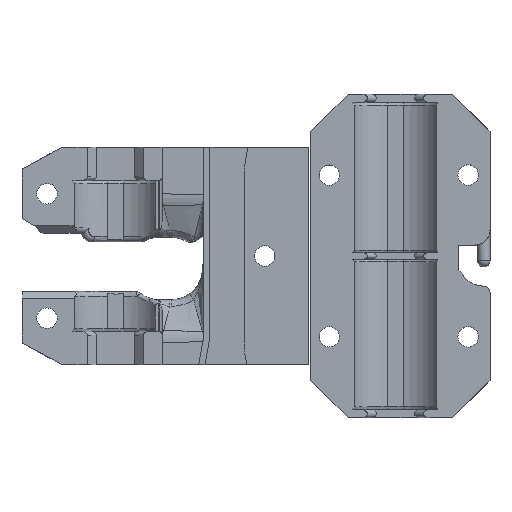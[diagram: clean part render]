
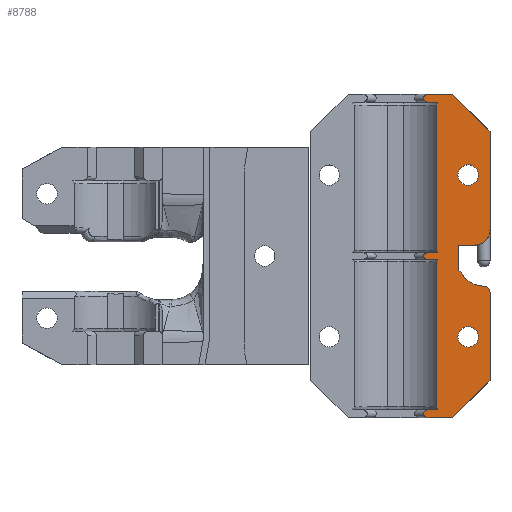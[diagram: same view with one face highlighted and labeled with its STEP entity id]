
A CAD part, top view. The second image highlights one B-rep face of the part: STEP entity #8788.
In plain terms, the highlighted planar face has unit normal (0, 0, 1).
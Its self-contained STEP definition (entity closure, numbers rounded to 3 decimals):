
#62=FACE_BOUND('',#1257,.T.);
#63=FACE_BOUND('',#1258,.T.);
#208=(
BOUNDED_CURVE()
B_SPLINE_CURVE(2,(#12787,#12788,#12789),.UNSPECIFIED.,.F.,.F.)
B_SPLINE_CURVE_WITH_KNOTS((3,3),(0.,0.049),.UNSPECIFIED.)
CURVE()
GEOMETRIC_REPRESENTATION_ITEM()
RATIONAL_B_SPLINE_CURVE((1.,1.,1.))
REPRESENTATION_ITEM('')
);
#209=(
BOUNDED_CURVE()
B_SPLINE_CURVE(2,(#12793,#12794,#12795),.UNSPECIFIED.,.F.,.F.)
B_SPLINE_CURVE_WITH_KNOTS((3,3),(0.,0.049),.UNSPECIFIED.)
CURVE()
GEOMETRIC_REPRESENTATION_ITEM()
RATIONAL_B_SPLINE_CURVE((1.,1.,1.))
REPRESENTATION_ITEM('')
);
#210=(
BOUNDED_CURVE()
B_SPLINE_CURVE(2,(#12803,#12804,#12805),.UNSPECIFIED.,.F.,.F.)
B_SPLINE_CURVE_WITH_KNOTS((3,3),(0.,0.049),.UNSPECIFIED.)
CURVE()
GEOMETRIC_REPRESENTATION_ITEM()
RATIONAL_B_SPLINE_CURVE((1.,1.,1.))
REPRESENTATION_ITEM('')
);
#211=(
BOUNDED_CURVE()
B_SPLINE_CURVE(2,(#12809,#12810,#12811),.UNSPECIFIED.,.F.,.F.)
B_SPLINE_CURVE_WITH_KNOTS((3,3),(0.,0.049),.UNSPECIFIED.)
CURVE()
GEOMETRIC_REPRESENTATION_ITEM()
RATIONAL_B_SPLINE_CURVE((1.,1.,1.))
REPRESENTATION_ITEM('')
);
#347=ELLIPSE('',#9367,0.919,0.65);
#348=ELLIPSE('',#9368,0.707,0.5);
#349=ELLIPSE('',#9369,0.919,0.65);
#450=CIRCLE('',#9333,1.);
#458=CIRCLE('',#9350,2.5);
#460=CIRCLE('',#9354,4.1);
#461=CIRCLE('',#9359,2.5);
#467=CIRCLE('',#9370,1.65);
#468=CIRCLE('',#9371,1.65);
#741=FACE_OUTER_BOUND('',#1256,.T.);
#1256=EDGE_LOOP('',(#6095,#6096,#6097,#6098,#6099,#6100,#6101,#6102,#6103,
#6104,#6105,#6106,#6107,#6108,#6109,#6110,#6111,#6112,#6113,#6114,#6115,
#6116,#6117,#6118,#6119));
#1257=EDGE_LOOP('',(#6120));
#1258=EDGE_LOOP('',(#6121));
#1814=LINE('',#12511,#2705);
#1846=LINE('',#12610,#2737);
#1861=LINE('',#12649,#2752);
#1886=LINE('',#12742,#2777);
#1898=LINE('',#12779,#2789);
#1899=LINE('',#12781,#2790);
#1900=LINE('',#12785,#2791);
#1901=LINE('',#12791,#2792);
#1902=LINE('',#12797,#2793);
#1903=LINE('',#12801,#2794);
#1904=LINE('',#12807,#2795);
#1905=LINE('',#12813,#2796);
#1906=LINE('',#12817,#2797);
#1907=LINE('',#12818,#2798);
#2705=VECTOR('',#10187,10.);
#2737=VECTOR('',#10273,10.);
#2752=VECTOR('',#10304,10.);
#2777=VECTOR('',#10363,10.);
#2789=VECTOR('',#10395,10.);
#2790=VECTOR('',#10396,10.);
#2791=VECTOR('',#10399,10.);
#2792=VECTOR('',#10400,10.);
#2793=VECTOR('',#10401,10.);
#2794=VECTOR('',#10404,10.);
#2795=VECTOR('',#10405,10.);
#2796=VECTOR('',#10406,10.);
#2797=VECTOR('',#10409,10.);
#2798=VECTOR('',#10410,10.);
#3557=VERTEX_POINT('',#12508);
#3558=VERTEX_POINT('',#12510);
#3591=VERTEX_POINT('',#12607);
#3592=VERTEX_POINT('',#12609);
#3596=VERTEX_POINT('',#12619);
#3607=VERTEX_POINT('',#12646);
#3608=VERTEX_POINT('',#12648);
#3627=VERTEX_POINT('',#12714);
#3628=VERTEX_POINT('',#12715);
#3646=VERTEX_POINT('',#12778);
#3647=VERTEX_POINT('',#12780);
#3648=VERTEX_POINT('',#12782);
#3649=VERTEX_POINT('',#12784);
#3650=VERTEX_POINT('',#12786);
#3651=VERTEX_POINT('',#12790);
#3652=VERTEX_POINT('',#12792);
#3653=VERTEX_POINT('',#12796);
#3654=VERTEX_POINT('',#12798);
#3655=VERTEX_POINT('',#12800);
#3656=VERTEX_POINT('',#12802);
#3657=VERTEX_POINT('',#12806);
#3658=VERTEX_POINT('',#12808);
#3659=VERTEX_POINT('',#12812);
#3660=VERTEX_POINT('',#12814);
#3661=VERTEX_POINT('',#12816);
#3662=VERTEX_POINT('',#12819);
#3663=VERTEX_POINT('',#12821);
#4451=EDGE_CURVE('',#3558,#3557,#1814,.T.);
#4498=EDGE_CURVE('',#3592,#3591,#1846,.T.);
#4504=EDGE_CURVE('',#3596,#3591,#450,.T.);
#4517=EDGE_CURVE('',#3608,#3607,#1861,.T.);
#4543=EDGE_CURVE('',#3627,#3628,#458,.T.);
#4550=EDGE_CURVE('',#3596,#3628,#460,.T.);
#4553=EDGE_CURVE('',#3627,#3558,#1886,.T.);
#4554=EDGE_CURVE('',#3557,#3608,#461,.T.);
#4571=EDGE_CURVE('',#3646,#3607,#1898,.T.);
#4572=EDGE_CURVE('',#3646,#3647,#1899,.T.);
#4573=EDGE_CURVE('',#3648,#3647,#347,.T.);
#4574=EDGE_CURVE('',#3648,#3649,#1900,.T.);
#4575=EDGE_CURVE('',#3649,#3650,#208,.T.);
#4576=EDGE_CURVE('',#3650,#3651,#1901,.T.);
#4577=EDGE_CURVE('',#3651,#3652,#209,.T.);
#4578=EDGE_CURVE('',#3653,#3652,#1902,.T.);
#4579=EDGE_CURVE('',#3654,#3653,#348,.T.);
#4580=EDGE_CURVE('',#3654,#3655,#1903,.T.);
#4581=EDGE_CURVE('',#3655,#3656,#210,.T.);
#4582=EDGE_CURVE('',#3656,#3657,#1904,.T.);
#4583=EDGE_CURVE('',#3657,#3658,#211,.T.);
#4584=EDGE_CURVE('',#3658,#3659,#1905,.T.);
#4585=EDGE_CURVE('',#3660,#3659,#349,.T.);
#4586=EDGE_CURVE('',#3660,#3661,#1906,.T.);
#4587=EDGE_CURVE('',#3592,#3661,#1907,.T.);
#4588=EDGE_CURVE('',#3662,#3662,#467,.T.);
#4589=EDGE_CURVE('',#3663,#3663,#468,.T.);
#6095=ORIENTED_EDGE('',*,*,#4504,.F.);
#6096=ORIENTED_EDGE('',*,*,#4550,.T.);
#6097=ORIENTED_EDGE('',*,*,#4543,.F.);
#6098=ORIENTED_EDGE('',*,*,#4553,.T.);
#6099=ORIENTED_EDGE('',*,*,#4451,.T.);
#6100=ORIENTED_EDGE('',*,*,#4554,.T.);
#6101=ORIENTED_EDGE('',*,*,#4517,.T.);
#6102=ORIENTED_EDGE('',*,*,#4571,.F.);
#6103=ORIENTED_EDGE('',*,*,#4572,.T.);
#6104=ORIENTED_EDGE('',*,*,#4573,.F.);
#6105=ORIENTED_EDGE('',*,*,#4574,.T.);
#6106=ORIENTED_EDGE('',*,*,#4575,.T.);
#6107=ORIENTED_EDGE('',*,*,#4576,.T.);
#6108=ORIENTED_EDGE('',*,*,#4577,.T.);
#6109=ORIENTED_EDGE('',*,*,#4578,.F.);
#6110=ORIENTED_EDGE('',*,*,#4579,.F.);
#6111=ORIENTED_EDGE('',*,*,#4580,.T.);
#6112=ORIENTED_EDGE('',*,*,#4581,.T.);
#6113=ORIENTED_EDGE('',*,*,#4582,.T.);
#6114=ORIENTED_EDGE('',*,*,#4583,.T.);
#6115=ORIENTED_EDGE('',*,*,#4584,.T.);
#6116=ORIENTED_EDGE('',*,*,#4585,.F.);
#6117=ORIENTED_EDGE('',*,*,#4586,.T.);
#6118=ORIENTED_EDGE('',*,*,#4587,.F.);
#6119=ORIENTED_EDGE('',*,*,#4498,.T.);
#6120=ORIENTED_EDGE('',*,*,#4588,.F.);
#6121=ORIENTED_EDGE('',*,*,#4589,.F.);
#8425=PLANE('',#9366);
#8788=ADVANCED_FACE('',(#741,#62,#63),#8425,.T.);
#9333=AXIS2_PLACEMENT_3D('',#12621,#10281,#10282);
#9350=AXIS2_PLACEMENT_3D('',#12716,#10343,#10344);
#9354=AXIS2_PLACEMENT_3D('',#12737,#10355,#10356);
#9359=AXIS2_PLACEMENT_3D('',#12745,#10368,#10369);
#9366=AXIS2_PLACEMENT_3D('',#12777,#10393,#10394);
#9367=AXIS2_PLACEMENT_3D('',#12783,#10397,#10398);
#9368=AXIS2_PLACEMENT_3D('',#12799,#10402,#10403);
#9369=AXIS2_PLACEMENT_3D('',#12815,#10407,#10408);
#9370=AXIS2_PLACEMENT_3D('',#12820,#10411,#10412);
#9371=AXIS2_PLACEMENT_3D('',#12822,#10413,#10414);
#10187=DIRECTION('',(1.,0.,0.));
#10273=DIRECTION('',(0.,1.,0.));
#10281=DIRECTION('center_axis',(0.,0.,-1.));
#10282=DIRECTION('ref_axis',(0.707,0.707,0.));
#10304=DIRECTION('',(0.,1.,0.));
#10343=DIRECTION('center_axis',(0.,0.,-1.));
#10344=DIRECTION('ref_axis',(0.,-1.,0.));
#10355=DIRECTION('center_axis',(0.,0.,-1.));
#10356=DIRECTION('ref_axis',(0.,-1.,0.));
#10363=DIRECTION('',(0.,1.,0.));
#10368=DIRECTION('center_axis',(0.,0.,1.));
#10369=DIRECTION('ref_axis',(1.,0.,0.));
#10393=DIRECTION('center_axis',(0.,0.,1.));
#10394=DIRECTION('ref_axis',(1.,0.,0.));
#10395=DIRECTION('',(0.707,-0.707,0.));
#10396=DIRECTION('',(-1.,0.,0.));
#10397=DIRECTION('center_axis',(0.,0.,-1.));
#10398=DIRECTION('ref_axis',(-1.,0.,0.));
#10399=DIRECTION('',(1.,0.,0.));
#10400=DIRECTION('',(0.,-1.,0.));
#10401=DIRECTION('',(1.,0.,0.));
#10402=DIRECTION('center_axis',(0.,0.,-1.));
#10403=DIRECTION('ref_axis',(-1.,0.,0.));
#10404=DIRECTION('',(1.,0.,0.));
#10405=DIRECTION('',(0.,-1.,0.));
#10406=DIRECTION('',(-1.,0.,0.));
#10407=DIRECTION('center_axis',(0.,0.,-1.));
#10408=DIRECTION('ref_axis',(-1.,0.,0.));
#10409=DIRECTION('',(1.,0.,0.));
#10410=DIRECTION('',(-0.707,-0.707,0.));
#10411=DIRECTION('center_axis',(0.,0.,1.));
#10412=DIRECTION('ref_axis',(1.,0.,0.));
#10413=DIRECTION('center_axis',(0.,0.,1.));
#10414=DIRECTION('ref_axis',(1.,0.,0.));
#12508=CARTESIAN_POINT('',(72.7,19.25,7.8));
#12510=CARTESIAN_POINT('',(70.2,19.25,7.8));
#12511=CARTESIAN_POINT('',(56.6,19.25,7.8));
#12607=CARTESIAN_POINT('',(75.2,11.65,7.8));
#12609=CARTESIAN_POINT('',(75.2,-2.5,7.8));
#12610=CARTESIAN_POINT('',(75.2,-8.5,7.8));
#12619=CARTESIAN_POINT('',(74.2,12.65,7.8));
#12621=CARTESIAN_POINT('Origin',(74.2,11.65,7.8));
#12646=CARTESIAN_POINT('',(75.2,37.5,7.8));
#12648=CARTESIAN_POINT('',(75.2,21.75,7.8));
#12649=CARTESIAN_POINT('',(75.2,-8.5,7.8));
#12714=CARTESIAN_POINT('',(70.2,15.175,7.8));
#12715=CARTESIAN_POINT('',(70.724,14.576,7.8));
#12716=CARTESIAN_POINT('Origin',(68.604,13.25,7.8));
#12737=CARTESIAN_POINT('Origin',(74.2,16.75,7.8));
#12742=CARTESIAN_POINT('',(70.2,12.25,7.8));
#12745=CARTESIAN_POINT('Origin',(72.7,21.75,7.8));
#12777=CARTESIAN_POINT('Origin',(40.5,5.25,7.8));
#12778=CARTESIAN_POINT('',(69.2,43.5,7.8));
#12779=CARTESIAN_POINT('',(73.088,39.613,7.8));
#12780=CARTESIAN_POINT('',(65.422,43.5,7.8));
#12781=CARTESIAN_POINT('',(75.2,43.5,7.8));
#12782=CARTESIAN_POINT('',(65.422,42.2,7.8));
#12783=CARTESIAN_POINT('Origin',(65.422,42.85,7.8));
#12784=CARTESIAN_POINT('',(66.825,42.2,7.8));
#12785=CARTESIAN_POINT('',(50.25,42.2,7.8));
#12786=CARTESIAN_POINT('',(66.639,41.75,7.8));
#12787=CARTESIAN_POINT('Ctrl Pts',(66.825,42.2,7.8));
#12788=CARTESIAN_POINT('Ctrl Pts',(66.731,41.972,7.8));
#12789=CARTESIAN_POINT('Ctrl Pts',(66.639,41.75,7.8));
#12790=CARTESIAN_POINT('',(66.639,18.45,7.8));
#12791=CARTESIAN_POINT('',(66.639,17.5,7.8));
#12792=CARTESIAN_POINT('',(66.825,18.,7.8));
#12793=CARTESIAN_POINT('Ctrl Pts',(66.639,18.45,7.8));
#12794=CARTESIAN_POINT('Ctrl Pts',(66.731,18.228,7.8));
#12795=CARTESIAN_POINT('Ctrl Pts',(66.825,18.,7.8));
#12796=CARTESIAN_POINT('',(65.21,18.,7.8));
#12797=CARTESIAN_POINT('',(75.2,18.,7.8));
#12798=CARTESIAN_POINT('',(65.21,17.,7.8));
#12799=CARTESIAN_POINT('Origin',(65.21,17.5,7.8));
#12800=CARTESIAN_POINT('',(66.825,17.,7.8));
#12801=CARTESIAN_POINT('',(50.25,17.,7.8));
#12802=CARTESIAN_POINT('',(66.639,16.55,7.8));
#12803=CARTESIAN_POINT('Ctrl Pts',(66.825,17.,7.8));
#12804=CARTESIAN_POINT('Ctrl Pts',(66.731,16.772,7.8));
#12805=CARTESIAN_POINT('Ctrl Pts',(66.639,16.55,7.8));
#12806=CARTESIAN_POINT('',(66.639,-6.75,7.8));
#12807=CARTESIAN_POINT('',(66.639,17.5,7.8));
#12808=CARTESIAN_POINT('',(66.825,-7.2,7.8));
#12809=CARTESIAN_POINT('Ctrl Pts',(66.639,-6.75,7.8));
#12810=CARTESIAN_POINT('Ctrl Pts',(66.731,-6.972,7.8));
#12811=CARTESIAN_POINT('Ctrl Pts',(66.825,-7.2,7.8));
#12812=CARTESIAN_POINT('',(65.422,-7.2,7.8));
#12813=CARTESIAN_POINT('',(50.25,-7.2,7.8));
#12814=CARTESIAN_POINT('',(65.422,-8.5,7.8));
#12815=CARTESIAN_POINT('Origin',(65.422,-7.85,7.8));
#12816=CARTESIAN_POINT('',(69.2,-8.5,7.8));
#12817=CARTESIAN_POINT('',(29.2,-8.5,7.8));
#12818=CARTESIAN_POINT('',(66.963,-10.738,7.8));
#12819=CARTESIAN_POINT('',(70.05,4.5,7.8));
#12820=CARTESIAN_POINT('Origin',(71.7,4.5,7.8));
#12821=CARTESIAN_POINT('',(70.05,30.5,7.8));
#12822=CARTESIAN_POINT('Origin',(71.7,30.5,7.8));
